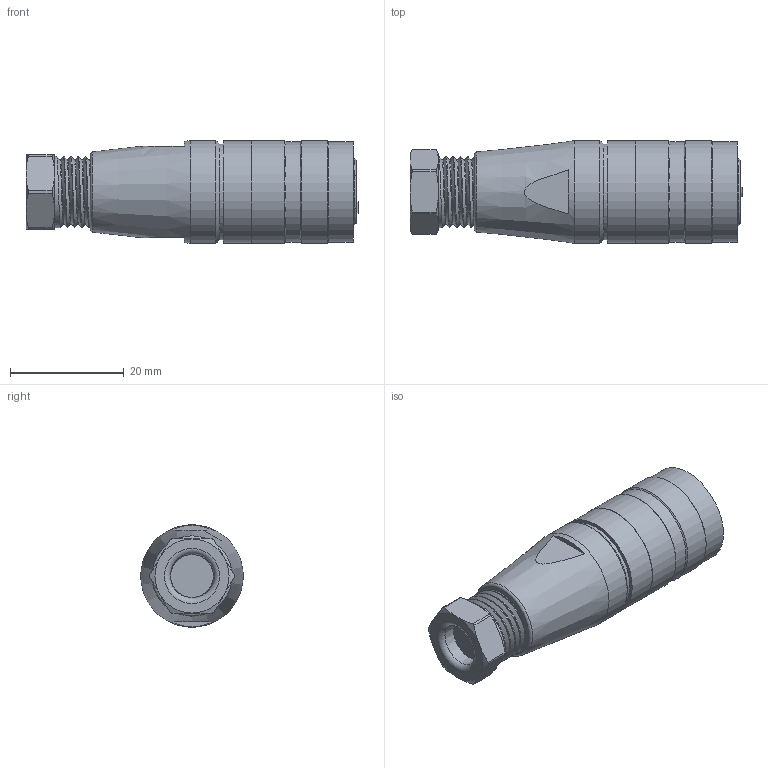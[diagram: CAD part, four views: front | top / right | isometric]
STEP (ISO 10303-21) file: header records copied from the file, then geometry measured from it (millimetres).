
FILE_DESCRIPTION(/* description */ (''),/* implementation_level */ '2;1');
FILE_NAME(/* name */ 'c091 11d006 000 2 unxc001-01.stp',/* time_stamp */ '2019-07-08T11:48:23+02:00',/* author */ (''),/* organization */ (''),/* preprocessor_version */ 'ST-DEVELOPER v16.7',/* originating_system */ 'SIEMENS PLM Software NX 12.0',/* authorisation */ '');
FILE_SCHEMA (('AUTOMOTIVE_DESIGN { 1 0 10303 214 3 1 1 1 }'));
Length unit declared in the file: millimetre
Products named in the file (1): c091 11d006 000 2 unxc001-01
Bounding box: 58.25 x 18 x 18 mm (x, y, z)
Volume: 11403 mm3; surface area: 4606 mm2
Topology: 1 solids, 3 shells, 163 faces, 406 edges, 264 vertices
Faces by surface type: plane 85, cylinder 41, cone 16, sphere 12, bspline 7, torus 2
Full cylindrical faces by diameter (mm): 12.5 x5, 14.7 x1, 14.8 x1, 15.2 x2, 16.7 x2, 17.6 x2, 17.9 x1, 18 x3
Entity records: 6783 total; most frequent: CARTESIAN_POINT 2482, DIRECTION 733, ORIENTED_EDGE 726, EDGE_CURVE 363, AXIS2_PLACEMENT_3D 281, VERTEX_POINT 247, EDGE_LOOP 196, LINE 171
